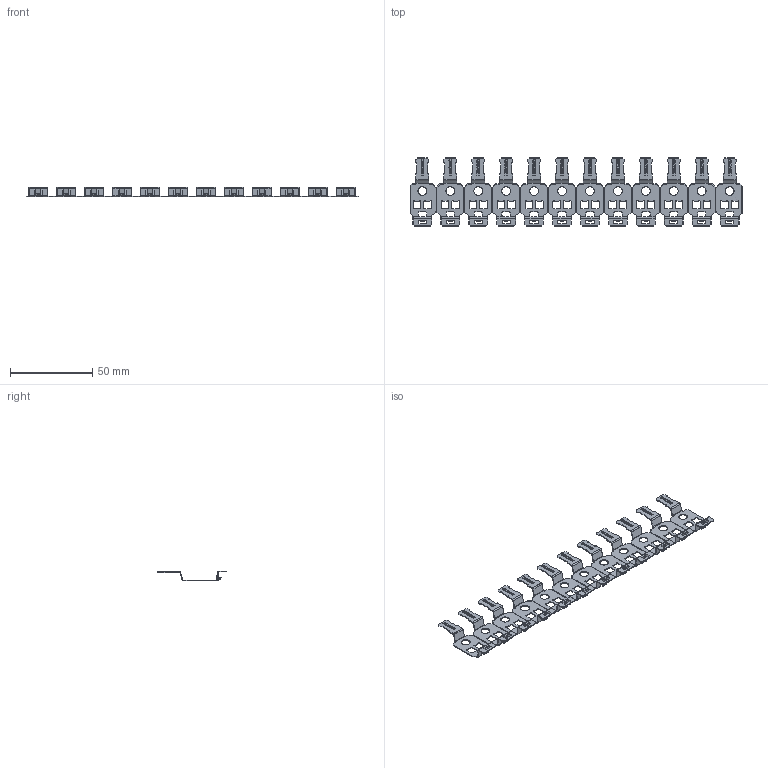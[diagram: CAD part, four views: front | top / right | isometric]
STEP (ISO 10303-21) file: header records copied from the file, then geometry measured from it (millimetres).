
FILE_DESCRIPTION (( 'STEP AP214' ), '1' );
FILE_NAME ('1040-002.STEP', '2024-09-04T12:53:05', ( '' ), ( '' ), 'SwSTEP 2.0', 'SolidWorks 2022', '' );
FILE_SCHEMA (( 'AUTOMOTIVE_DESIGN' ));
Length unit declared in the file: millimetre
Products named in the file (1): 1040-002
Bounding box: 202 x 41.52 x 6 mm (x, y, z)
Volume: 2936.5 mm3; surface area: 13261.4 mm2
Topology: 1 solids, 1 shells, 4843 faces, 12340 edges, 7510 vertices
Faces by surface type: cylinder 1792, plane 1674, torus 760, bspline 467, sphere 150
Entity records: 174282 total; most frequent: CARTESIAN_POINT 58981, ORIENTED_EDGE 24510, DIRECTION 23874, EDGE_CURVE 12255, AXIS2_PLACEMENT_3D 8612, VERTEX_POINT 7510, VECTOR 6650, LINE 6650
